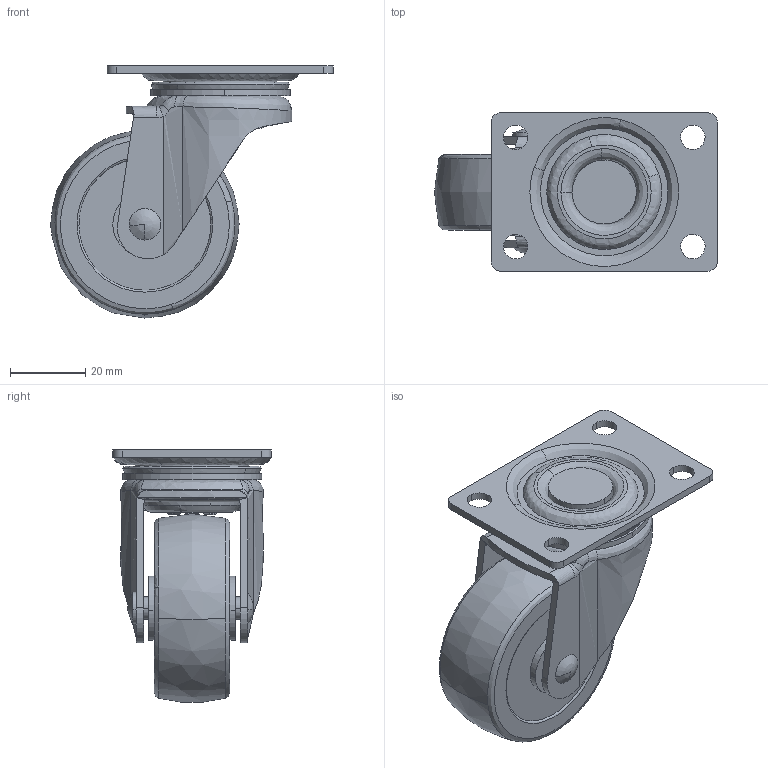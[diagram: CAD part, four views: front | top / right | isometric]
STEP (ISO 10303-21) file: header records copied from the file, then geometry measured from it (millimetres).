
FILE_DESCRIPTION((''),'2;1');
FILE_NAME('','2005-12-16T11:47:24',(''),(''),'','CADfix','');
FILE_SCHEMA(('AUTOMOTIVE_DESIGN'));
Length unit declared in the file: millimetre
Products named in the file (6): axle; wheel; mounting plate; main shaft; body; No_104_18556_36
Assembly tree (5 placements, depth 2):
  No_104_18556_36
    axle
    wheel
    mounting plate
    main shaft
    body
Bounding box: 75 x 42 x 66.88 mm (x, y, z)
Volume: 59494.1 mm3; surface area: 23841 mm2
Topology: 5 solids, 5 shells, 187 faces, 577 edges, 413 vertices
Faces by surface type: bspline 187
Entity records: 9233 total; most frequent: CARTESIAN_POINT 6052, ORIENTED_EDGE 1150, EDGE_CURVE 575, VERTEX_POINT 413, EDGE_LOOP 220, FACE_OUTER_BOUND 187, ADVANCED_FACE 187, QUASI_UNIFORM_CURVE 118
